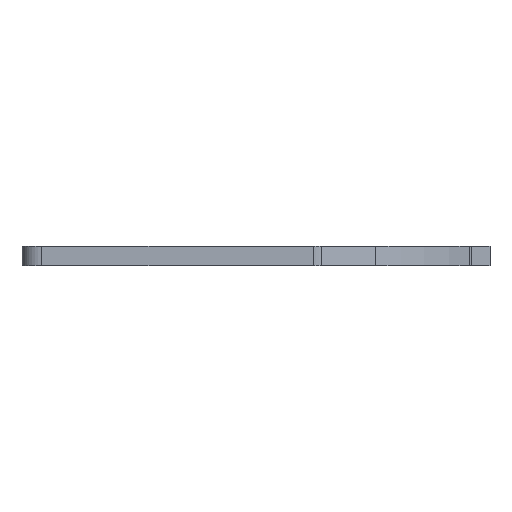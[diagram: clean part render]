
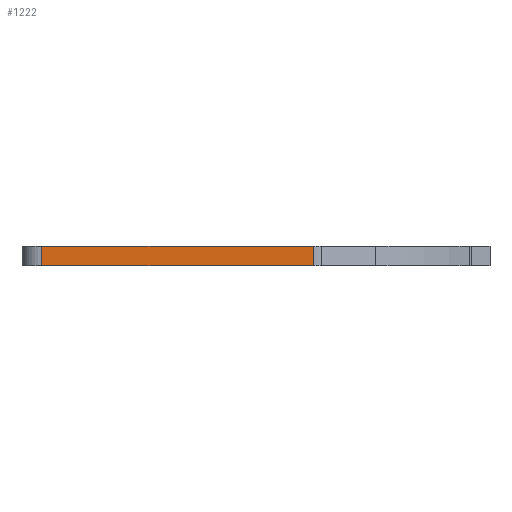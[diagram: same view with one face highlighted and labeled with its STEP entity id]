
A CAD part, left-side view. The second image highlights one B-rep face of the part: STEP entity #1222.
In plain terms, the highlighted planar face has unit normal (-1, 0, 0).
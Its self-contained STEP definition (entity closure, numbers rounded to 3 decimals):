
#86 = DIRECTION ( 'NONE',  ( -1., 0., 0. ) ) ;
#89 = DIRECTION ( 'NONE',  ( 0., -1., 0. ) ) ;
#148 = CARTESIAN_POINT ( 'NONE',  ( -36.75, 88.25, -66. ) ) ;
#172 = PLANE ( 'NONE',  #1557 ) ;
#283 = CARTESIAN_POINT ( 'NONE',  ( -36.75, 85.25, -66. ) ) ;
#410 = VECTOR ( 'NONE', #1604, 1000. ) ;
#414 = VECTOR ( 'NONE', #1650, 1000. ) ;
#415 = LINE ( 'NONE', #1568, #410 ) ;
#417 = LINE ( 'NONE', #1663, #414 ) ;
#420 = VECTOR ( 'NONE', #1651, 1000. ) ;
#428 = LINE ( 'NONE', #1725, #458 ) ;
#430 = LINE ( 'NONE', #1841, #420 ) ;
#458 = VECTOR ( 'NONE', #1755, 1000. ) ;
#644 = CARTESIAN_POINT ( 'NONE',  ( -36.75, 85.25, -69. ) ) ;
#739 = FACE_OUTER_BOUND ( 'NONE', #1629, .T. ) ;
#882 = CARTESIAN_POINT ( 'NONE',  ( -36.75, 43.878, -69. ) ) ;
#923 = ORIENTED_EDGE ( 'NONE', *, *, #1783, .F. ) ;
#925 = VERTEX_POINT ( 'NONE', #1466 ) ;
#926 = ORIENTED_EDGE ( 'NONE', *, *, #1780, .T. ) ;
#928 = ORIENTED_EDGE ( 'NONE', *, *, #1779, .T. ) ;
#929 = ORIENTED_EDGE ( 'NONE', *, *, #1778, .T. ) ;
#1222 = ADVANCED_FACE ( 'NONE', ( #739 ), #172, .T. ) ;
#1466 = CARTESIAN_POINT ( 'NONE',  ( -36.75, 43.878, -66. ) ) ;
#1557 = AXIS2_PLACEMENT_3D ( 'NONE', #148, #86, #89 ) ;
#1568 = CARTESIAN_POINT ( 'NONE',  ( -36.75, 88.25, -69. ) ) ;
#1577 = VERTEX_POINT ( 'NONE', #882 ) ;
#1604 = DIRECTION ( 'NONE',  ( 0., 1., 0. ) ) ;
#1629 = EDGE_LOOP ( 'NONE', ( #923, #926, #928, #929 ) ) ;
#1645 = VERTEX_POINT ( 'NONE', #644 ) ;
#1650 = DIRECTION ( 'NONE',  ( 0., 0., 1. ) ) ;
#1651 = DIRECTION ( 'NONE',  ( 0., 0., -1. ) ) ;
#1663 = CARTESIAN_POINT ( 'NONE',  ( -36.75, 43.878, -66. ) ) ;
#1710 = VERTEX_POINT ( 'NONE', #283 ) ;
#1725 = CARTESIAN_POINT ( 'NONE',  ( -36.75, 88.25, -66. ) ) ;
#1755 = DIRECTION ( 'NONE',  ( 0., 1., 0. ) ) ;
#1778 = EDGE_CURVE ( 'NONE', #1710, #1645, #430, .T. ) ;
#1779 = EDGE_CURVE ( 'NONE', #925, #1710, #428, .T. ) ;
#1780 = EDGE_CURVE ( 'NONE', #1577, #925, #417, .T. ) ;
#1783 = EDGE_CURVE ( 'NONE', #1577, #1645, #415, .T. ) ;
#1841 = CARTESIAN_POINT ( 'NONE',  ( -36.75, 85.25, -66. ) ) ;
